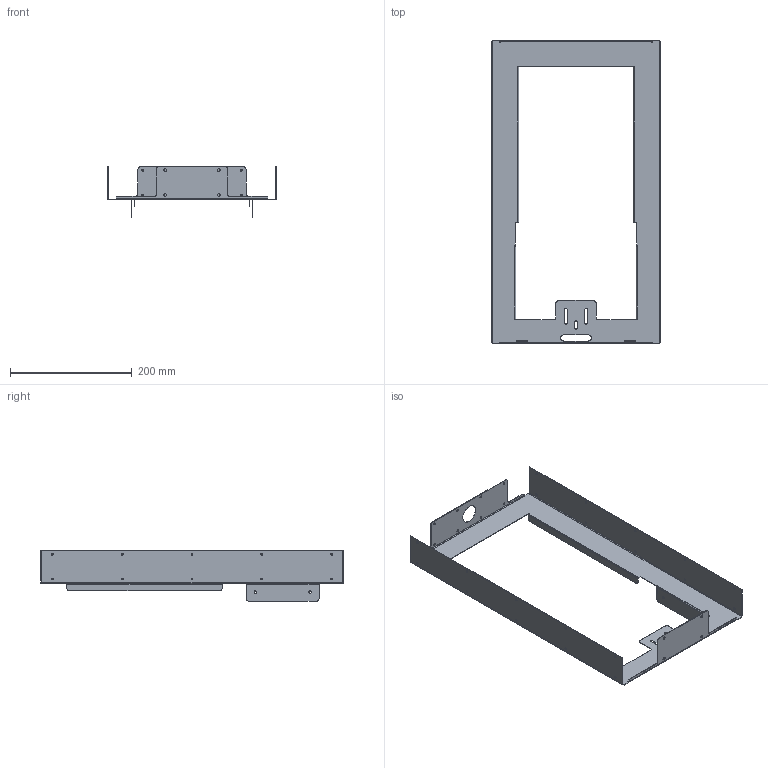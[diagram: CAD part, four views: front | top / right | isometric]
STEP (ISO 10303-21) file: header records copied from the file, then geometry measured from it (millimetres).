
FILE_DESCRIPTION(/* description */ (''),/* implementation_level */ '2;1');
FILE_NAME(/* name */ 'frame_back.stp',/* time_stamp */ '2016-10-16T16:25:48-07:00',/* author */ ('cruiser'),/* organization */ (''),/* preprocessor_version */ 'ST-DEVELOPER v15.2',/* originating_system */ 'Autodesk Inventor 2014',/* authorisation */ '');
FILE_SCHEMA (('AUTOMOTIVE_DESIGN { 1 0 10303 214 3 1 1 }'));
Length unit declared in the file: millimetre
Products named in the file (1): frame_back
Bounding box: 277.98 x 497.98 x 83.06 mm (x, y, z)
Volume: 126816.5 mm3; surface area: 282025.8 mm2
Topology: 1 solids, 1 shells, 229 faces, 617 edges, 390 vertices
Faces by surface type: plane 126, cylinder 103
Full cylindrical faces by diameter (mm): 3.26 x28, 4.24 x8, 30 x1
Entity records: 7160 total; most frequent: DIRECTION 1246, CARTESIAN_POINT 1200, ORIENTED_EDGE 1160, EDGE_CURVE 580, AXIS2_PLACEMENT_3D 436, VERTEX_POINT 390, LINE 374, VECTOR 374
